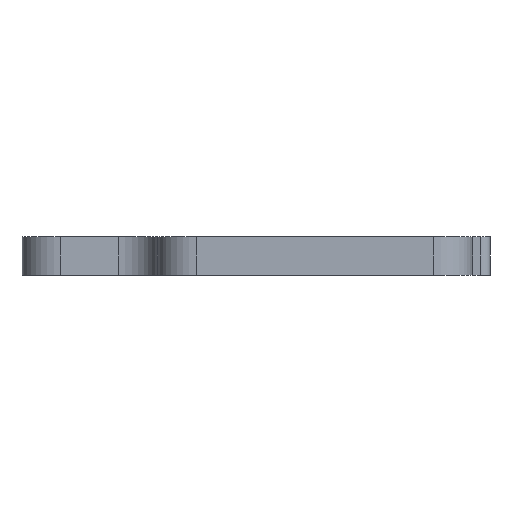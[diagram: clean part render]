
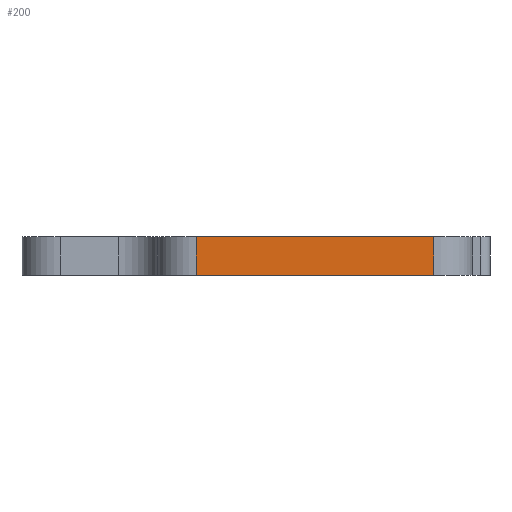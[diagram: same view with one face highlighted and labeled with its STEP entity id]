
A CAD part, left-side view. The second image highlights one B-rep face of the part: STEP entity #200.
In plain terms, the highlighted planar face has unit normal (-1, 0, 0).
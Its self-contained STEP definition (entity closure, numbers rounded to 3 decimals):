
#65 = CARTESIAN_POINT ( 'NONE',  ( 0., 2.7, 2. ) ) ;
#125 = CARTESIAN_POINT ( 'NONE',  ( 0., 0., 2. ) ) ;
#156 = VERTEX_POINT ( 'NONE', #393 ) ;
#176 = ORIENTED_EDGE ( 'NONE', *, *, #1463, .F. ) ;
#191 = VECTOR ( 'NONE', #1141, 1000. ) ;
#200 = ADVANCED_FACE ( 'NONE', ( #1742 ), #1486, .F. ) ;
#301 = EDGE_CURVE ( 'NONE', #156, #434, #741, .T. ) ;
#367 = ORIENTED_EDGE ( 'NONE', *, *, #1418, .T. ) ;
#386 = DIRECTION ( 'NONE',  ( 0., 0., 1. ) ) ;
#393 = CARTESIAN_POINT ( 'NONE',  ( 0., 15., 0. ) ) ;
#434 = VERTEX_POINT ( 'NONE', #1365 ) ;
#449 = VECTOR ( 'NONE', #501, 1000. ) ;
#501 = DIRECTION ( 'NONE',  ( 0., 0., -1. ) ) ;
#533 = DIRECTION ( 'NONE',  ( 0., 0., -1. ) ) ;
#679 = DIRECTION ( 'NONE',  ( 0., -1., 0. ) ) ;
#690 = CARTESIAN_POINT ( 'NONE',  ( 0., 2.7, 2. ) ) ;
#741 = LINE ( 'NONE', #1272, #191 ) ;
#811 = EDGE_LOOP ( 'NONE', ( #1496, #367, #176, #1475 ) ) ;
#816 = AXIS2_PLACEMENT_3D ( 'NONE', #1080, #934, #533 ) ;
#861 = EDGE_CURVE ( 'NONE', #1188, #156, #1442, .T. ) ;
#934 = DIRECTION ( 'NONE',  ( 1., 0., 0. ) ) ;
#956 = VECTOR ( 'NONE', #386, 1000. ) ;
#1080 = CARTESIAN_POINT ( 'NONE',  ( 0., 0., 2. ) ) ;
#1141 = DIRECTION ( 'NONE',  ( 0., -1., 0. ) ) ;
#1188 = VERTEX_POINT ( 'NONE', #1497 ) ;
#1249 = VERTEX_POINT ( 'NONE', #65 ) ;
#1272 = CARTESIAN_POINT ( 'NONE',  ( 0., 0., 0. ) ) ;
#1365 = CARTESIAN_POINT ( 'NONE',  ( 0., 2.7, 0. ) ) ;
#1418 = EDGE_CURVE ( 'NONE', #434, #1249, #1756, .T. ) ;
#1442 = LINE ( 'NONE', #1702, #449 ) ;
#1463 = EDGE_CURVE ( 'NONE', #1188, #1249, #1472, .T. ) ;
#1472 = LINE ( 'NONE', #125, #1744 ) ;
#1475 = ORIENTED_EDGE ( 'NONE', *, *, #861, .T. ) ;
#1486 = PLANE ( 'NONE',  #816 ) ;
#1496 = ORIENTED_EDGE ( 'NONE', *, *, #301, .T. ) ;
#1497 = CARTESIAN_POINT ( 'NONE',  ( 0., 15., 2. ) ) ;
#1702 = CARTESIAN_POINT ( 'NONE',  ( 0., 15., 2. ) ) ;
#1742 = FACE_OUTER_BOUND ( 'NONE', #811, .T. ) ;
#1744 = VECTOR ( 'NONE', #679, 1000. ) ;
#1756 = LINE ( 'NONE', #690, #956 ) ;
